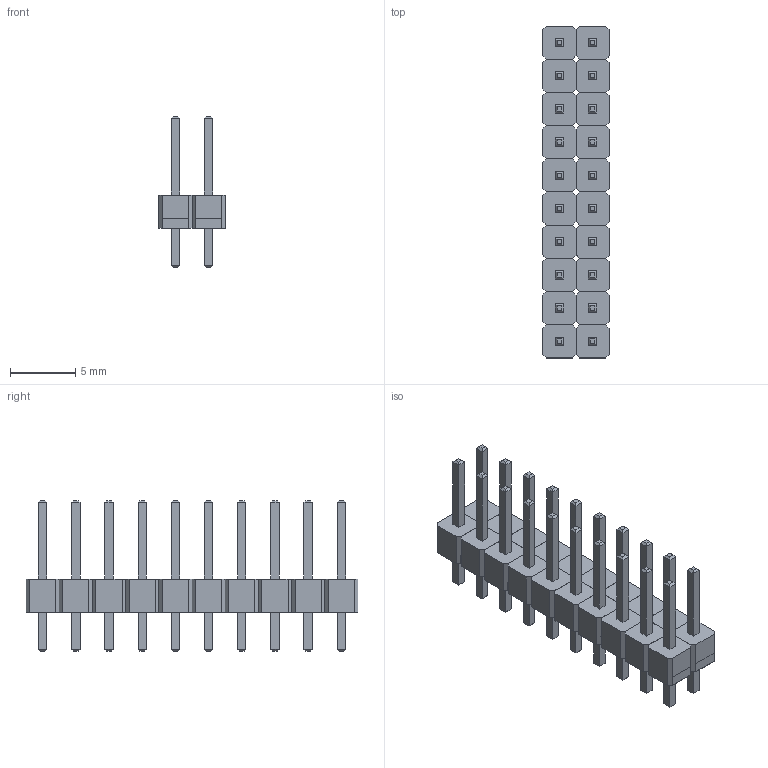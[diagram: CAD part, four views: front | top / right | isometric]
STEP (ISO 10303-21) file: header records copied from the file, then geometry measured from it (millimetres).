
FILE_DESCRIPTION(/* description */ (''),/* implementation_level */ '2;1');
FILE_NAME(/* name */ 'PLD-20.step',/* time_stamp */ '2021-11-04T16:39:42+03:00',/* author */ (''),/* organization */ (''),/* preprocessor_version */ 'ST-DEVELOPER v18.1',/* originating_system */ 'Autodesk Translation Framework v10.10.0.1391',/* authorisation */ '');
FILE_SCHEMA (('AUTOMOTIVE_DESIGN { 1 0 10303 214 3 1 1 }'));
Length unit declared in the file: millimetre
Products named in the file (1): PLD-20
Bounding box: 5.08 x 25.4 x 11.54 mm (x, y, z)
Volume: 324.3 mm3; surface area: 1543.5 mm2
Topology: 40 solids, 40 shells, 660 faces, 1520 edges, 960 vertices
Faces by surface type: plane 660
Entity records: 18132 total; most frequent: CARTESIAN_POINT 3141, ORIENTED_EDGE 3040, DIRECTION 2842, LINE 1520, VECTOR 1520, EDGE_CURVE 1520, VERTEX_POINT 960, EDGE_LOOP 720
